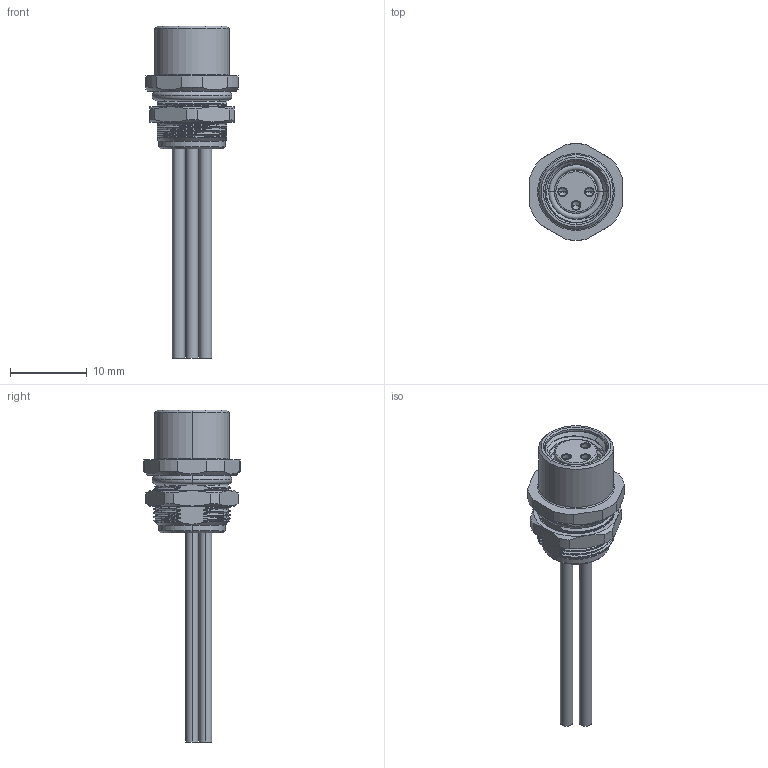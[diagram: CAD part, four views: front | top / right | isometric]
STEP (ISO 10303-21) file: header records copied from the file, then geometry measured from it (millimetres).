
FILE_DESCRIPTION((''),'2;1');
FILE_NAME('3P-K133','2025-09-17T',('gongchengVI'),(''),'PRO/ENGINEER BY PARAMETRIC TECHNOLOGY CORPORATION, 2010280','PRO/ENGINEER BY PARAMETRIC TECHNOLOGY CORPORATION, 2010280','');
FILE_SCHEMA(('CONFIG_CONTROL_DESIGN'));
Length unit declared in the file: millimetre
Products named in the file (1): 3P-K133
Bounding box: 12 x 12.6 x 43.2 mm (x, y, z)
Volume: 253.8 mm3; surface area: 2916 mm2
Topology: 1 solids, 12 shells, 461 faces, 1129 edges, 710 vertices
Faces by surface type: cylinder 160, plane 127, cone 81, bspline 71, torus 22
Entity records: 25860 total; most frequent: CARTESIAN_POINT 15454, ORIENTED_EDGE 2234, DIRECTION 2003, EDGE_CURVE 1117, AXIS2_PLACEMENT_3D 784, VERTEX_POINT 710, EDGE_LOOP 511, FACE_OUTER_BOUND 461
